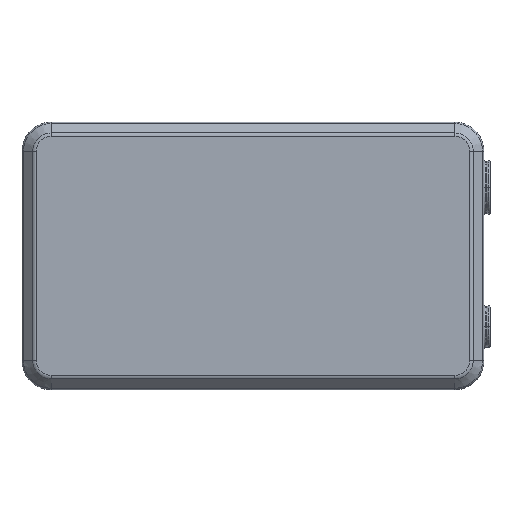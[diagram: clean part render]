
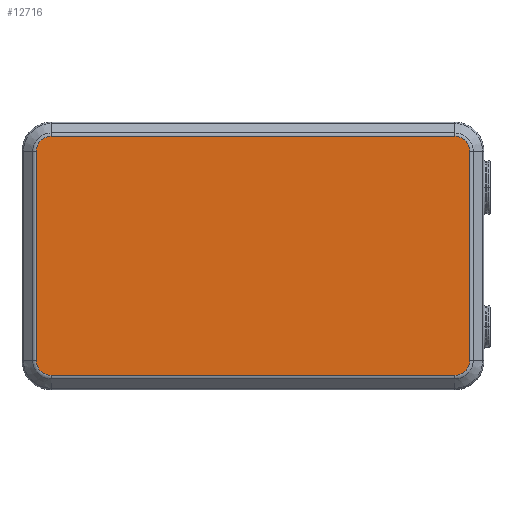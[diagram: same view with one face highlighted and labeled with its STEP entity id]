
A CAD part, top view. The second image highlights one B-rep face of the part: STEP entity #12716.
In plain terms, the highlighted planar face has unit normal (0, 0, 1).
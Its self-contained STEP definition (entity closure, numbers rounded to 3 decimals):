
#7 = ORIENTED_EDGE ( 'NONE', *, *, #12197, .T. ) ;
#31 = DIRECTION ( 'NONE',  ( 1., 0., 0. ) ) ;
#389 = EDGE_CURVE ( 'NONE', #10960, #20044, #17887, .T. ) ;
#600 = CARTESIAN_POINT ( 'NONE',  ( -103.996, 0., 10. ) ) ;
#722 = DIRECTION ( 'NONE',  ( 0., 0., 1. ) ) ;
#1055 = CARTESIAN_POINT ( 'NONE',  ( -97.824, 77.473, 10. ) ) ;
#1291 = DIRECTION ( 'NONE',  ( 1., 0., 0. ) ) ;
#1735 = VERTEX_POINT ( 'NONE', #7808 ) ;
#2191 = EDGE_CURVE ( 'NONE', #14428, #10960, #10849, .T. ) ;
#2200 = ORIENTED_EDGE ( 'NONE', *, *, #7732, .T. ) ;
#2380 = CARTESIAN_POINT ( 'NONE',  ( 0., 77.473, 10. ) ) ;
#2663 = EDGE_CURVE ( 'NONE', #20044, #6284, #13069, .T. ) ;
#3325 = ORIENTED_EDGE ( 'NONE', *, *, #10175, .T. ) ;
#3689 = CARTESIAN_POINT ( 'NONE',  ( 74.348, 0., 10. ) ) ;
#4322 = VECTOR ( 'NONE', #19601, 1000. ) ;
#5197 = CARTESIAN_POINT ( 'NONE',  ( 0., -20.87, 10. ) ) ;
#6284 = VERTEX_POINT ( 'NONE', #17580 ) ;
#6685 = ORIENTED_EDGE ( 'NONE', *, *, #12544, .T. ) ;
#6929 = DIRECTION ( 'NONE',  ( 1., 0., 0. ) ) ;
#7732 = EDGE_CURVE ( 'NONE', #14810, #14428, #10007, .T. ) ;
#7808 = CARTESIAN_POINT ( 'NONE',  ( 74.348, -14.698, 10. ) ) ;
#7972 = AXIS2_PLACEMENT_3D ( 'NONE', #9498, #18020, #12714 ) ;
#8699 = DIRECTION ( 'NONE',  ( -1., 0., 0. ) ) ;
#8778 = DIRECTION ( 'NONE',  ( 1., 0., 0. ) ) ;
#8806 = VECTOR ( 'NONE', #6929, 1000. ) ;
#8952 = EDGE_LOOP ( 'NONE', ( #7, #3325, #18818, #2200, #18331, #17411, #17575, #6685 ) ) ;
#9498 = CARTESIAN_POINT ( 'NONE',  ( 68.176, -14.698, 10. ) ) ;
#9790 = CARTESIAN_POINT ( 'NONE',  ( 68.176, 77.473, 10. ) ) ;
#9813 = CIRCLE ( 'NONE', #7972, 6.172 ) ;
#9844 = VERTEX_POINT ( 'NONE', #9790 ) ;
#10007 = CIRCLE ( 'NONE', #20591, 6.172 ) ;
#10175 = EDGE_CURVE ( 'NONE', #13889, #9844, #19621, .T. ) ;
#10849 = LINE ( 'NONE', #600, #4322 ) ;
#10960 = VERTEX_POINT ( 'NONE', #16200 ) ;
#11058 = VECTOR ( 'NONE', #14932, 1000. ) ;
#11126 = CARTESIAN_POINT ( 'NONE',  ( -97.824, -14.698, 10. ) ) ;
#11298 = CARTESIAN_POINT ( 'NONE',  ( -103.996, 71.302, 10. ) ) ;
#11802 = LINE ( 'NONE', #3689, #11058 ) ;
#12197 = EDGE_CURVE ( 'NONE', #1735, #13889, #11802, .T. ) ;
#12218 = DIRECTION ( 'NONE',  ( 1., 0., 0. ) ) ;
#12222 = EDGE_CURVE ( 'NONE', #9844, #14810, #13559, .T. ) ;
#12544 = EDGE_CURVE ( 'NONE', #6284, #1735, #9813, .T. ) ;
#12714 = DIRECTION ( 'NONE',  ( 1., 0., 0. ) ) ;
#12716 = ADVANCED_FACE ( 'NONE', ( #18534 ), #16630, .T. ) ;
#13069 = LINE ( 'NONE', #5197, #8806 ) ;
#13559 = LINE ( 'NONE', #2380, #19518 ) ;
#13889 = VERTEX_POINT ( 'NONE', #18579 ) ;
#14319 = CARTESIAN_POINT ( 'NONE',  ( 68.176, 71.302, 10. ) ) ;
#14428 = VERTEX_POINT ( 'NONE', #11298 ) ;
#14809 = AXIS2_PLACEMENT_3D ( 'NONE', #18356, #722, #12218 ) ;
#14810 = VERTEX_POINT ( 'NONE', #1055 ) ;
#14932 = DIRECTION ( 'NONE',  ( 0., 1., 0. ) ) ;
#15875 = DIRECTION ( 'NONE',  ( 0., 0., 1. ) ) ;
#16200 = CARTESIAN_POINT ( 'NONE',  ( -103.996, -14.698, 10. ) ) ;
#16630 = PLANE ( 'NONE',  #14809 ) ;
#16690 = DIRECTION ( 'NONE',  ( 0., 0., 1. ) ) ;
#17142 = DIRECTION ( 'NONE',  ( 0., 0., 1. ) ) ;
#17202 = CARTESIAN_POINT ( 'NONE',  ( -97.824, -20.87, 10. ) ) ;
#17321 = AXIS2_PLACEMENT_3D ( 'NONE', #14319, #15875, #1291 ) ;
#17411 = ORIENTED_EDGE ( 'NONE', *, *, #389, .T. ) ;
#17575 = ORIENTED_EDGE ( 'NONE', *, *, #2663, .T. ) ;
#17580 = CARTESIAN_POINT ( 'NONE',  ( 68.176, -20.87, 10. ) ) ;
#17887 = CIRCLE ( 'NONE', #18056, 6.172 ) ;
#18020 = DIRECTION ( 'NONE',  ( 0., 0., 1. ) ) ;
#18056 = AXIS2_PLACEMENT_3D ( 'NONE', #11126, #17142, #31 ) ;
#18142 = CARTESIAN_POINT ( 'NONE',  ( -97.824, 71.302, 10. ) ) ;
#18331 = ORIENTED_EDGE ( 'NONE', *, *, #2191, .T. ) ;
#18356 = CARTESIAN_POINT ( 'NONE',  ( 0., 0., 10. ) ) ;
#18534 = FACE_OUTER_BOUND ( 'NONE', #8952, .T. ) ;
#18579 = CARTESIAN_POINT ( 'NONE',  ( 74.348, 71.302, 10. ) ) ;
#18818 = ORIENTED_EDGE ( 'NONE', *, *, #12222, .T. ) ;
#19518 = VECTOR ( 'NONE', #8699, 1000. ) ;
#19601 = DIRECTION ( 'NONE',  ( 0., -1., 0. ) ) ;
#19621 = CIRCLE ( 'NONE', #17321, 6.172 ) ;
#20044 = VERTEX_POINT ( 'NONE', #17202 ) ;
#20591 = AXIS2_PLACEMENT_3D ( 'NONE', #18142, #16690, #8778 ) ;
